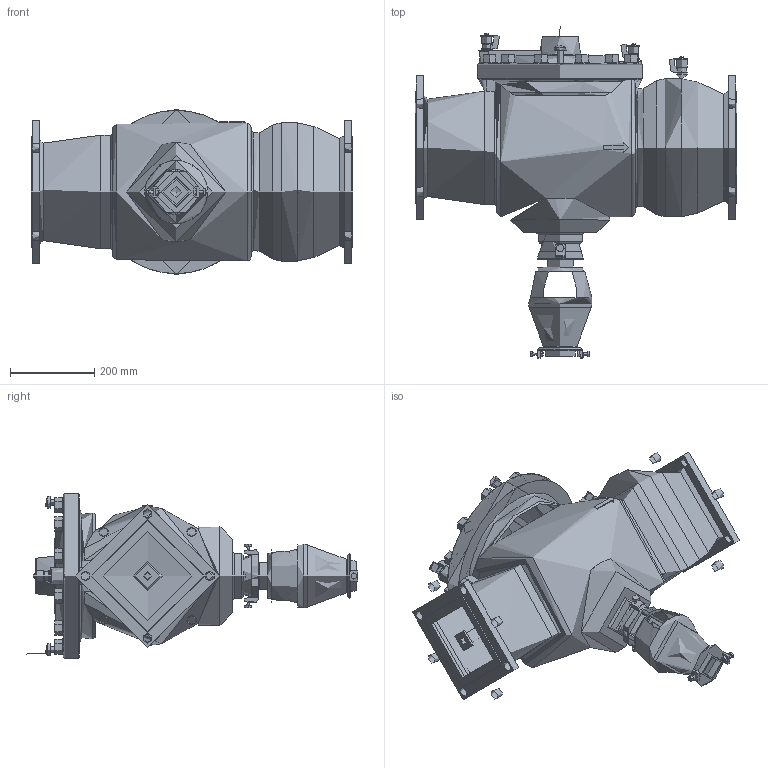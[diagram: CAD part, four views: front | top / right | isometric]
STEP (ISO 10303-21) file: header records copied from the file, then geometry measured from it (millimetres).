
FILE_DESCRIPTION( ( 'STEP AP214' ), '1' );
FILE_NAME( 'socla_ba4760_149B 3401.stp', '2019-10-09T13:29:29', ( '' ), ( '' ), ' ', 'PARTsolutions', ' ' );
FILE_SCHEMA( ( 'AUTOMOTIVE_DESIGN { 1 0 10303 214 1 1 1 1 }' ) );
Length unit declared in the file: millimetre
Products named in the file (1): _socla_ba4760_149B 3401
Bounding box: 763 x 786.52 x 390 mm (x, y, z)
Volume: 45756174.5 mm3
Topology: 1 solids, 4 shells, 577 faces, 1426 edges, 932 vertices
Faces by surface type: plane 317, cylinder 120, torus 79, cone 59, bspline 1, sphere 1
Full cylindrical faces by diameter (mm): 4 x2, 8 x7, 10 x4, 13.5 x2, 18 x1, 19 x1, 20 x12, 22 x6, 23 x16, 23.1 x1, 25 x3, 25.85 x1, 28 x3, 28.5 x2, 36 x13, 36.3 x1, 37.176 x1, 57.736 x1, 60 x1, 62 x1, 85 x1, 87 x1, 88 x1, 105 x1, 136 x1, 150 x1, 209 x1, 234 x2, 235 x1, 237.7 x1
Entity records: 23075 total; most frequent: CARTESIAN_POINT 5692, DIRECTION 2609, ORIENTED_EDGE 2378, EDGE_CURVE 1189, AXIS2_PLACEMENT_3D 1041, VERTEX_POINT 885, EDGE_LOOP 875, FACE_OUTER_BOUND 711
